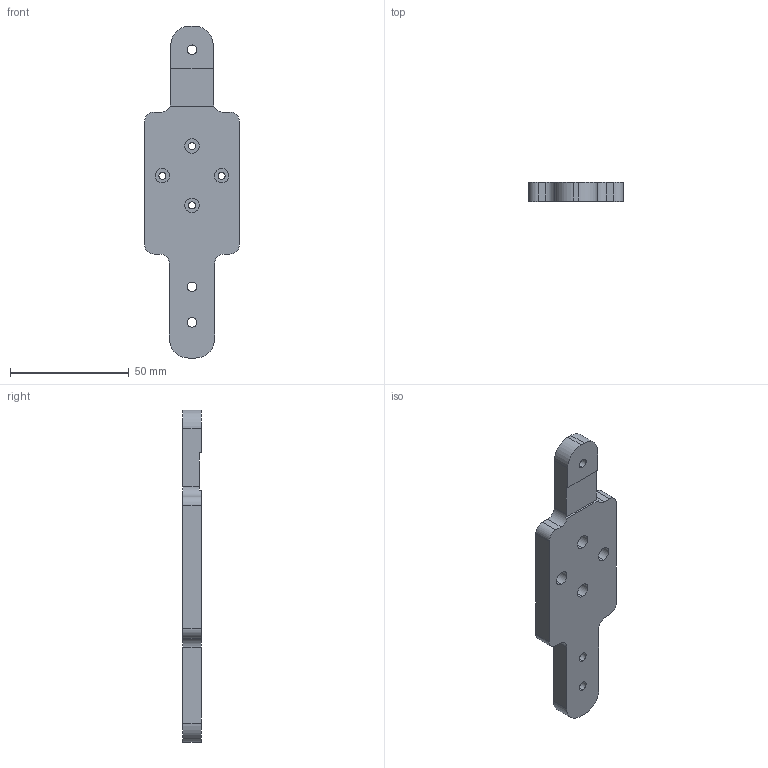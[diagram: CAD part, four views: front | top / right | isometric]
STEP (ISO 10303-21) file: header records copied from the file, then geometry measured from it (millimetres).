
FILE_DESCRIPTION (( 'STEP AP214' ), '1' );
FILE_NAME ('SUP, FIN, MOUNT.STEP', '2023-06-26T04:26:10', ( '' ), ( '' ), 'SwSTEP 2.0', 'SolidWorks 2023', '' );
FILE_SCHEMA (( 'AUTOMOTIVE_DESIGN' ));
Length unit declared in the file: millimetre
Products named in the file (1): SUP, FIN, MOUNT
Bounding box: 40 x 8 x 140 mm (x, y, z)
Volume: 28601.7 mm3; surface area: 11188.3 mm2
Topology: 1 solids, 1 shells, 65 faces, 168 edges, 112 vertices
Faces by surface type: cylinder 40, plane 25
Entity records: 2075 total; most frequent: DIRECTION 382, CARTESIAN_POINT 346, ORIENTED_EDGE 336, EDGE_CURVE 168, AXIS2_PLACEMENT_3D 148, VERTEX_POINT 112, EDGE_LOOP 86, LINE 86
